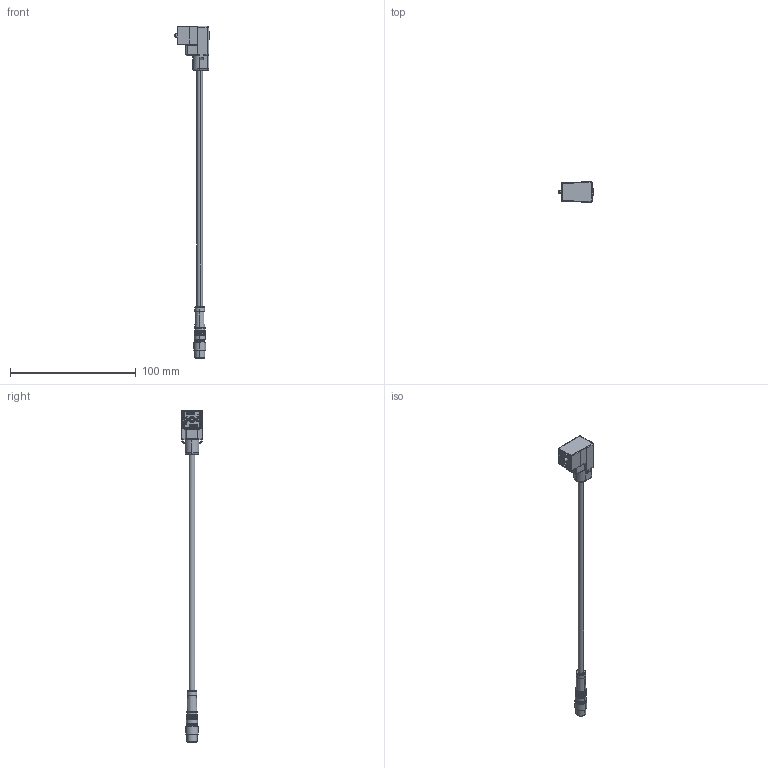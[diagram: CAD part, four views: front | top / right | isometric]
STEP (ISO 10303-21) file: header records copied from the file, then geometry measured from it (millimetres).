
FILE_DESCRIPTION(('CATIA V5 STEP Exchange','CAx-IF Rec.Pracs.--- Model Styling and Organization---1.4--- 2014-01-23'),'2;1');
FILE_NAME ('026373-3_0_1916700150_1916700150.stp','2020-08-19T07:16:29+00:00',('none'),('Weidmueller'),'CATIA Version 5-6 Release 2016 SP3 HF44','CATIA V5 STEP AP214','none');
FILE_SCHEMA(('AUTOMOTIVE_DESIGN { 1 0 10303 214 1 1 1 1 }'));
Length unit declared in the file: millimetre
Products named in the file (1): 1916700150
Bounding box: 27.5 x 16 x 263.56 mm (x, y, z)
Volume: 14214.3 mm3; surface area: 9030 mm2
Topology: 10 solids, 10 shells, 580 faces, 1475 edges, 954 vertices
Faces by surface type: plane 267, cylinder 159, extrusion 56, torus 40, cone 32, revolution 12, bspline 12, sphere 2
Entity records: 18769 total; most frequent: CARTESIAN_POINT 6027, ORIENTED_EDGE 2930, DIRECTION 1989, EDGE_CURVE 1439, VERTEX_POINT 928, VECTOR 799, LINE 743, AXIS2_PLACEMENT_3D 730
